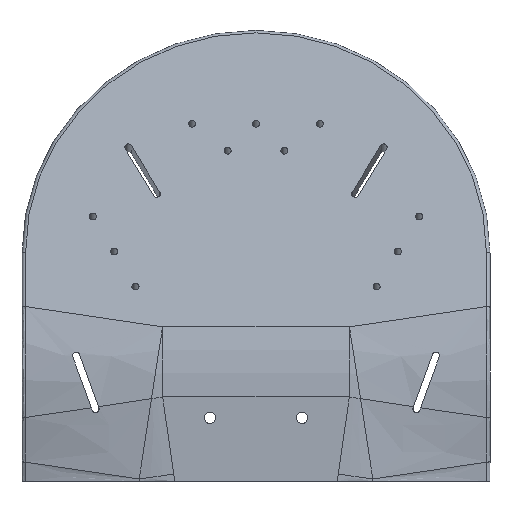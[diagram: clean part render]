
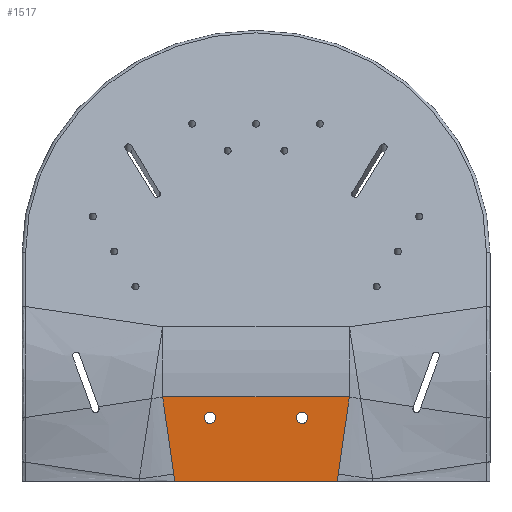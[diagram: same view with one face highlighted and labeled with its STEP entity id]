
A CAD part, front view. The second image highlights one B-rep face of the part: STEP entity #1517.
In plain terms, the highlighted planar face has unit normal (0, -1, 0).
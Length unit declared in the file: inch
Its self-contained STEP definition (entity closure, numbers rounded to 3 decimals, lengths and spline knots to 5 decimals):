
#56=FACE_BOUND('',#330,.T.);
#57=FACE_BOUND('',#331,.T.);
#91=LINE('',#2162,#153);
#92=LINE('',#2174,#154);
#153=VECTOR('',#1780,0.3937);
#154=VECTOR('',#1781,0.3937);
#215=PLANE('',#1632);
#236=FACE_OUTER_BOUND('',#329,.T.);
#329=EDGE_LOOP('',(#1016,#1017,#1018,#1019,#1020,#1021));
#330=EDGE_LOOP('',(#1022));
#331=EDGE_LOOP('',(#1023));
#457=CIRCLE('',#1633,0.09843);
#458=CIRCLE('',#1634,0.09843);
#539=B_SPLINE_CURVE_WITH_KNOTS('',3,(#2150,#2151,#2152,#2153),
 .UNSPECIFIED.,.F.,.F.,(4,4),(-0.33891,0.),
 .UNSPECIFIED.);
#541=B_SPLINE_CURVE_WITH_KNOTS('',3,(#2164,#2165,#2166,#2167),
 .UNSPECIFIED.,.F.,.F.,(4,4),(0.,0.33891),
 .UNSPECIFIED.);
#542=B_SPLINE_CURVE_WITH_KNOTS('',3,(#2169,#2170,#2171,#2172),
 .UNSPECIFIED.,.F.,.F.,(4,4),(0.,3.48691),.UNSPECIFIED.);
#543=B_SPLINE_CURVE_WITH_KNOTS('',3,(#2175,#2176,#2177,#2178),
 .UNSPECIFIED.,.F.,.F.,(4,4),(-3.48691,0.),.UNSPECIFIED.);
#631=VERTEX_POINT('',#2142);
#632=VERTEX_POINT('',#2149);
#634=VERTEX_POINT('',#2161);
#635=VERTEX_POINT('',#2163);
#636=VERTEX_POINT('',#2168);
#637=VERTEX_POINT('',#2173);
#638=VERTEX_POINT('',#2179);
#639=VERTEX_POINT('',#2181);
#777=EDGE_CURVE('',#631,#632,#539,.T.);
#780=EDGE_CURVE('',#631,#634,#91,.T.);
#781=EDGE_CURVE('',#635,#634,#541,.T.);
#782=EDGE_CURVE('',#636,#635,#542,.T.);
#783=EDGE_CURVE('',#637,#636,#92,.T.);
#784=EDGE_CURVE('',#632,#637,#543,.T.);
#785=EDGE_CURVE('',#638,#638,#457,.T.);
#786=EDGE_CURVE('',#639,#639,#458,.T.);
#1016=ORIENTED_EDGE('',*,*,#780,.T.);
#1017=ORIENTED_EDGE('',*,*,#781,.F.);
#1018=ORIENTED_EDGE('',*,*,#782,.F.);
#1019=ORIENTED_EDGE('',*,*,#783,.F.);
#1020=ORIENTED_EDGE('',*,*,#784,.F.);
#1021=ORIENTED_EDGE('',*,*,#777,.F.);
#1022=ORIENTED_EDGE('',*,*,#785,.T.);
#1023=ORIENTED_EDGE('',*,*,#786,.T.);
#1517=ADVANCED_FACE('',(#236,#56,#57),#215,.T.);
#1632=AXIS2_PLACEMENT_3D('',#2160,#1778,#1779);
#1633=AXIS2_PLACEMENT_3D('',#2180,#1782,#1783);
#1634=AXIS2_PLACEMENT_3D('',#2182,#1784,#1785);
#1778=DIRECTION('center_axis',(0.,-1.,0.));
#1779=DIRECTION('ref_axis',(0.,0.,-1.));
#1780=DIRECTION('',(1.,0.,0.));
#1781=DIRECTION('',(1.,0.,0.));
#1782=DIRECTION('center_axis',(0.,1.,0.));
#1783=DIRECTION('ref_axis',(-1.,0.,0.));
#1784=DIRECTION('center_axis',(0.,1.,0.));
#1785=DIRECTION('ref_axis',(-1.,0.,0.));
#2142=CARTESIAN_POINT('',(2.68805,-0.23622,8.));
#2149=CARTESIAN_POINT('',(2.67619,-0.23622,8.13284));
#2150=CARTESIAN_POINT('Ctrl Pts',(2.68805,-0.23622,8.));
#2151=CARTESIAN_POINT('Ctrl Pts',(2.68647,-0.23622,8.04445));
#2152=CARTESIAN_POINT('Ctrl Pts',(2.68253,-0.23622,8.08882));
#2153=CARTESIAN_POINT('Ctrl Pts',(2.67619,-0.23622,8.13284));
#2160=CARTESIAN_POINT('Origin',(0.,-0.23622,8.));
#2161=CARTESIAN_POINT('',(5.56195,-0.23622,8.));
#2162=CARTESIAN_POINT('',(0.,-0.23622,8.));
#2163=CARTESIAN_POINT('',(5.57381,-0.23622,8.13284));
#2164=CARTESIAN_POINT('Ctrl Pts',(5.57381,-0.23622,8.13284));
#2165=CARTESIAN_POINT('Ctrl Pts',(5.56747,-0.23622,8.08882));
#2166=CARTESIAN_POINT('Ctrl Pts',(5.56353,-0.23622,8.04445));
#2167=CARTESIAN_POINT('Ctrl Pts',(5.56195,-0.23622,8.));
#2168=CARTESIAN_POINT('',(5.77057,-0.23622,9.49146));
#2169=CARTESIAN_POINT('Ctrl Pts',(5.77057,-0.23622,9.49146));
#2170=CARTESIAN_POINT('Ctrl Pts',(5.70475,-0.23622,9.03862));
#2171=CARTESIAN_POINT('Ctrl Pts',(5.63898,-0.23622,8.58577));
#2172=CARTESIAN_POINT('Ctrl Pts',(5.57381,-0.23622,8.13284));
#2173=CARTESIAN_POINT('',(2.47943,-0.23622,9.49146));
#2174=CARTESIAN_POINT('',(0.,-0.23622,9.49146));
#2175=CARTESIAN_POINT('Ctrl Pts',(2.67619,-0.23622,8.13284));
#2176=CARTESIAN_POINT('Ctrl Pts',(2.61102,-0.23622,8.58577));
#2177=CARTESIAN_POINT('Ctrl Pts',(2.54525,-0.23622,9.03862));
#2178=CARTESIAN_POINT('Ctrl Pts',(2.47943,-0.23622,9.49146));
#2179=CARTESIAN_POINT('',(5.03593,-0.23622,9.125));
#2180=CARTESIAN_POINT('Origin',(4.9375,-0.23622,9.125));
#2181=CARTESIAN_POINT('',(3.41093,-0.23622,9.125));
#2182=CARTESIAN_POINT('Origin',(3.3125,-0.23622,9.125));
